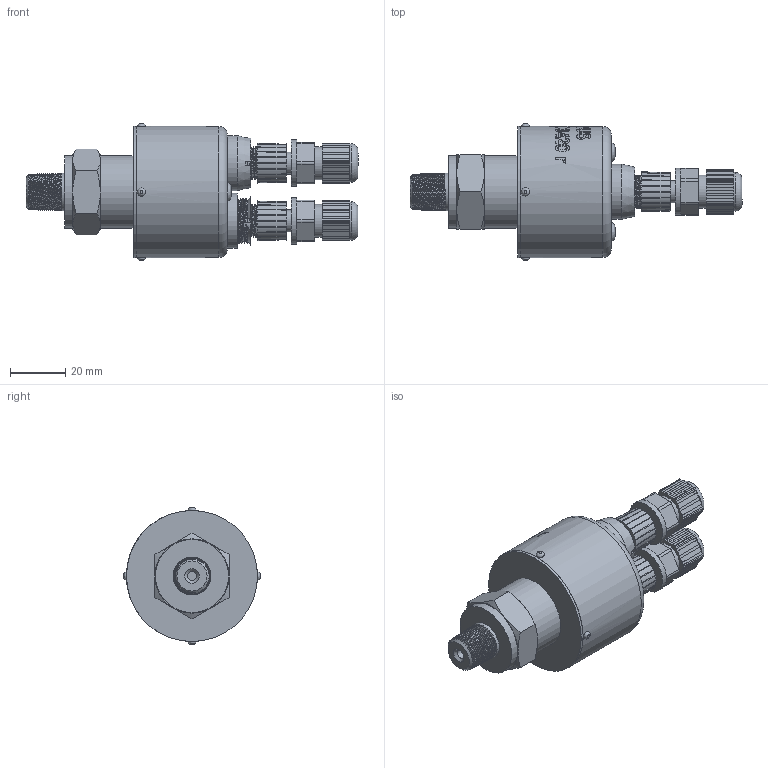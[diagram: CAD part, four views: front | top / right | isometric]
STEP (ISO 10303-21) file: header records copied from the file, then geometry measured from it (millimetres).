
FILE_DESCRIPTION(/* description */ (''),/* implementation_level */ '2;1');
FILE_NAME(/* name */ 'ASZ3420r_1''4NPT_M12x1-straight.step',/* time_stamp */ '2021-07-16T11:56:09+03:00',/* author */ (''),/* organization */ (''),/* preprocessor_version */ 'ST-DEVELOPER v18.1',/* originating_system */ 'Autodesk Translation Framework v10.9.0.1377',/* authorisation */ '');
FILE_SCHEMA (('AUTOMOTIVE_DESIGN { 1 0 10303 214 3 1 1 }'));
Products named in the file (6): ASZ 3420 r - filled; 1/4 NPT; shell; M12x1 male v16; M12x1 male 2; M12x1 female straight v9
Assembly tree (6 placements, depth 2):
  ASZ 3420 r - filled
    1/4 NPT
    shell
    M12x1 male v16
    M12x1 male 2
    M12x1 female straight v9  x2
Bounding box: 120.64 x 49.6 x 49.6 mm (x, y, z)
Volume: 92710 mm3; surface area: 28638.7 mm2
Topology: 30 solids, 30 shells, 1421 faces, 3863 edges, 2554 vertices
Faces by surface type: bspline 543, plane 538, cylinder 231, cone 99, torus 10
Full cylindrical faces by diameter (mm): 1 x25, 1.5 x8, 2 x4, 2.2 x4, 3.3 x1, 7.13 x2, 7.3 x2, 8 x6, 8.2 x2, 10.293 x2, 10.6 x4, 10.741 x8, 11.884 x6, 12 x2, 13 x2, 14 x2, 15.036 x8, 16.152 x10, 17 x2, 20 x2, 23 x1, 26.5 x3, 46 x1, 47.62 x1, 47.625 x1
Entity records: 62364 total; most frequent: CARTESIAN_POINT 35342, ORIENTED_EDGE 6620, DIRECTION 3728, EDGE_CURVE 3310, VERTEX_POINT 2191, LINE 1466, VECTOR 1466, B_SPLINE_CURVE_WITH_KNOTS 1361
